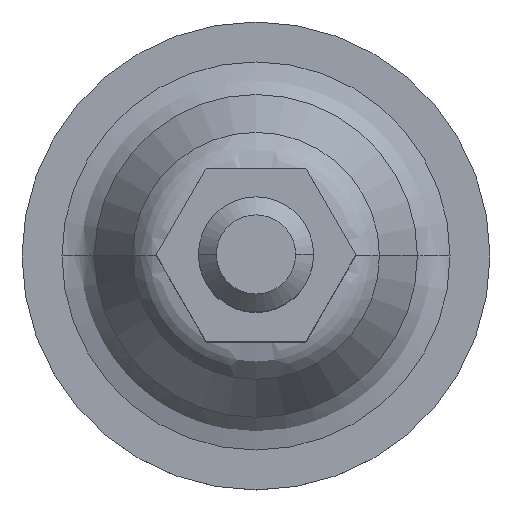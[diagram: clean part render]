
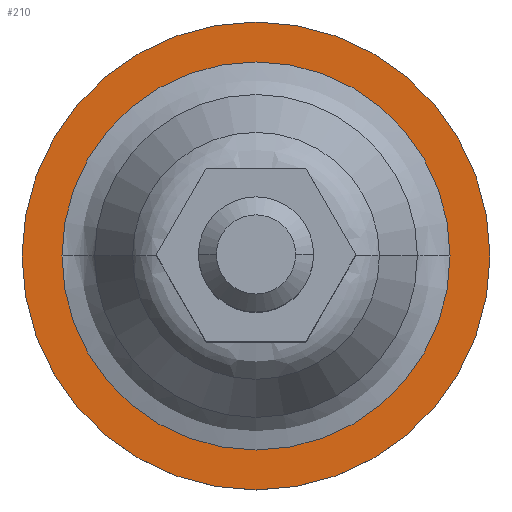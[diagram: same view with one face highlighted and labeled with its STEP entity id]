
A CAD part, top view. The second image highlights one B-rep face of the part: STEP entity #210.
In plain terms, the highlighted planar face has unit normal (0, 0, 1).
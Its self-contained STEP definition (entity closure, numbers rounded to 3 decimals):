
#210=ADVANCED_FACE('',(#859,#860),#858,.F.);
#858=PLANE('',#1528);
#859=FACE_OUTER_BOUND('',#1529,.T.);
#860=FACE_BOUND('',#1530,.T.);
#1525=CARTESIAN_POINT('',(74.75,-66.292,-25.5));
#1526=DIRECTION('',(0.,0.,-1.));
#1527=DIRECTION('',(-1.,0.,0.));
#1528=AXIS2_PLACEMENT_3D('',#1525,#1526,#1527);
#1529=EDGE_LOOP('',(#2169,#2170));
#1530=EDGE_LOOP('',(#2171,#2172));
#2169=ORIENTED_EDGE('',*,*,#2445,.F.);
#2170=ORIENTED_EDGE('',*,*,#2446,.F.);
#2171=ORIENTED_EDGE('',*,*,#2447,.T.);
#2172=ORIENTED_EDGE('',*,*,#2448,.T.);
#2445=EDGE_CURVE('',#3515,#3516,#3517,.T.);
#2446=EDGE_CURVE('',#3516,#3515,#3523,.T.);
#2447=EDGE_CURVE('',#3529,#3530,#3531,.T.);
#2448=EDGE_CURVE('',#3530,#3529,#3537,.T.);
#3515=VERTEX_POINT('',#4575);
#3516=VERTEX_POINT('',#4576);
#3517=CIRCLE('',#4580,32.5);
#3523=CIRCLE('',#4584,32.5);
#3529=VERTEX_POINT('',#4585);
#3530=VERTEX_POINT('',#4586);
#3531=CIRCLE('',#4590,26.955);
#3537=CIRCLE('',#4594,26.955);
#4575=CARTESIAN_POINT('',(32.5,0.,-25.5));
#4576=CARTESIAN_POINT('',(-32.5,0.,-25.5));
#4577=CARTESIAN_POINT('',(0.,0.,-25.5));
#4578=DIRECTION('',(0.,0.,-1.));
#4579=DIRECTION('',(-1.,0.,0.));
#4580=AXIS2_PLACEMENT_3D('',#4577,#4578,#4579);
#4581=CARTESIAN_POINT('',(0.,0.,-25.5));
#4582=DIRECTION('',(0.,0.,-1.));
#4583=DIRECTION('',(-1.,0.,0.));
#4584=AXIS2_PLACEMENT_3D('',#4581,#4582,#4583);
#4585=CARTESIAN_POINT('',(-26.955,0.,-25.5));
#4586=CARTESIAN_POINT('',(26.955,0.,-25.5));
#4587=CARTESIAN_POINT('',(0.,0.,-25.5));
#4588=DIRECTION('',(0.,0.,-1.));
#4589=DIRECTION('',(-1.,0.,0.));
#4590=AXIS2_PLACEMENT_3D('',#4587,#4588,#4589);
#4591=CARTESIAN_POINT('',(0.,0.,-25.5));
#4592=DIRECTION('',(0.,0.,-1.));
#4593=DIRECTION('',(-1.,0.,0.));
#4594=AXIS2_PLACEMENT_3D('',#4591,#4592,#4593);
